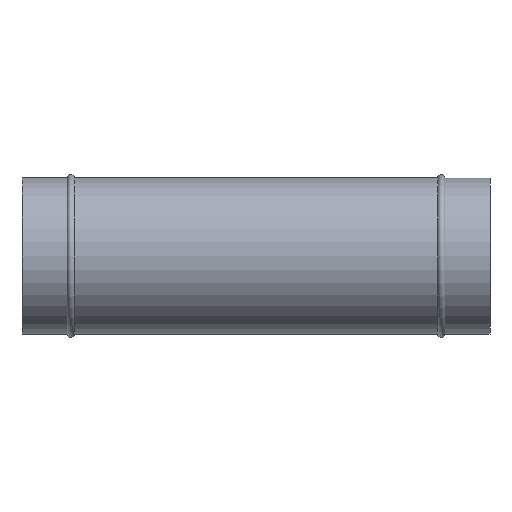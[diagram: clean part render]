
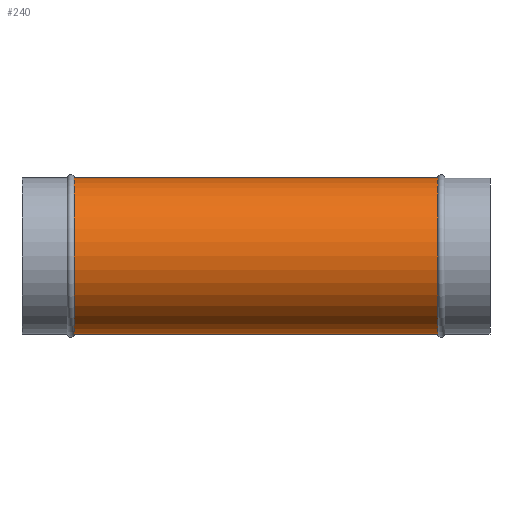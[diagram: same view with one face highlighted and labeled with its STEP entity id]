
A CAD part, front view. The second image highlights one B-rep face of the part: STEP entity #240.
In plain terms, the highlighted cylindrical face has radius 62.5 mm (diameter 125 mm), a partial arc.
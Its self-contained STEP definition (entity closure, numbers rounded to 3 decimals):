
#17 = VERTEX_POINT ( 'NONE', #557 ) ;
#19 = VERTEX_POINT ( 'NONE', #552 ) ;
#60 = VERTEX_POINT ( 'NONE', #683 ) ;
#65 = VERTEX_POINT ( 'NONE', #676 ) ;
#240 = ADVANCED_FACE ( 'NONE', ( #1017 ), #1015, .T. ) ;
#241 = EDGE_LOOP ( 'NONE', ( #242, #243, #245, #299 ) ) ;
#242 = ORIENTED_EDGE ( 'NONE', *, *, #1605, .F. ) ;
#243 = ORIENTED_EDGE ( 'NONE', *, *, #244, .T. ) ;
#244 = EDGE_CURVE ( 'NONE', #19, #17, #1016, .T. ) ;
#245 = ORIENTED_EDGE ( 'NONE', *, *, #1601, .T. ) ;
#299 = ORIENTED_EDGE ( 'NONE', *, *, #300, .F. ) ;
#300 = EDGE_CURVE ( 'NONE', #60, #65, #1104, .T. ) ;
#552 = CARTESIAN_POINT ( 'NONE',  ( -145.5, 0., 62.5 ) ) ;
#557 = CARTESIAN_POINT ( 'NONE',  ( -145.5, 0., -62.5 ) ) ;
#676 = CARTESIAN_POINT ( 'NONE',  ( 145.5, 0., -62.5 ) ) ;
#683 = CARTESIAN_POINT ( 'NONE',  ( 145.5, 0., 62.5 ) ) ;
#1011 = DIRECTION ( 'NONE',  ( 0., 0., -1. ) ) ;
#1012 = DIRECTION ( 'NONE',  ( 1., 0., 0. ) ) ;
#1013 = CARTESIAN_POINT ( 'NONE',  ( 0., 0., 0. ) ) ;
#1014 = AXIS2_PLACEMENT_3D ( 'NONE', #1013, #1012, #1011 ) ;
#1015 = CYLINDRICAL_SURFACE ( 'NONE', #1014, 62.5 ) ;
#1016 = CIRCLE ( 'NONE', #1058, 62.5 ) ;
#1017 = FACE_OUTER_BOUND ( 'NONE', #241, .T. ) ;
#1055 = DIRECTION ( 'NONE',  ( 0., 0., -1. ) ) ;
#1056 = DIRECTION ( 'NONE',  ( 1., 0., 0. ) ) ;
#1057 = CARTESIAN_POINT ( 'NONE',  ( -145.5, 0., 0. ) ) ;
#1058 = AXIS2_PLACEMENT_3D ( 'NONE', #1057, #1056, #1055 ) ;
#1100 = DIRECTION ( 'NONE',  ( 0., 0., -1. ) ) ;
#1101 = DIRECTION ( 'NONE',  ( 1., 0., 0. ) ) ;
#1102 = CARTESIAN_POINT ( 'NONE',  ( 145.5, 0., 0. ) ) ;
#1103 = AXIS2_PLACEMENT_3D ( 'NONE', #1102, #1101, #1100 ) ;
#1104 = CIRCLE ( 'NONE', #1103, 62.5 ) ;
#1514 = CARTESIAN_POINT ( 'NONE',  ( 0., 0., -62.5 ) ) ;
#1515 = LINE ( 'NONE', #1514, #1564 ) ;
#1559 = DIRECTION ( 'NONE',  ( 1., 0., 0. ) ) ;
#1560 = VECTOR ( 'NONE', #1559, 1000. ) ;
#1561 = CARTESIAN_POINT ( 'NONE',  ( 0., 0., 62.5 ) ) ;
#1562 = LINE ( 'NONE', #1561, #1560 ) ;
#1563 = DIRECTION ( 'NONE',  ( 1., 0., 0. ) ) ;
#1564 = VECTOR ( 'NONE', #1563, 1000. ) ;
#1601 = EDGE_CURVE ( 'NONE', #17, #65, #1515, .T. ) ;
#1605 = EDGE_CURVE ( 'NONE', #19, #60, #1562, .T. ) ;
